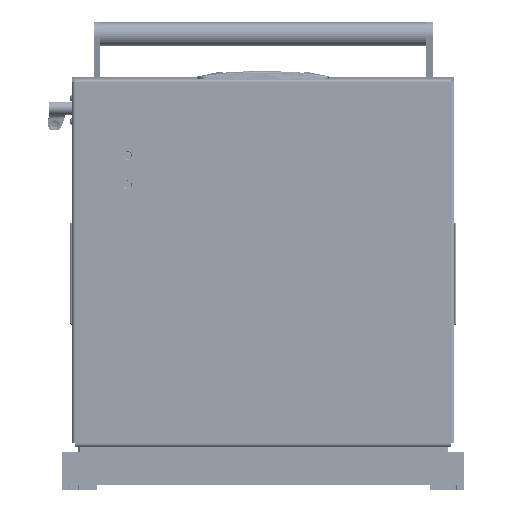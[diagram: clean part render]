
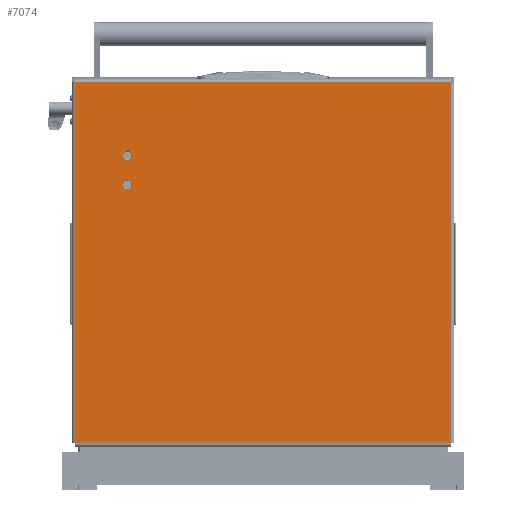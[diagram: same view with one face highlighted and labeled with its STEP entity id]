
A CAD part, front view. The second image highlights one B-rep face of the part: STEP entity #7074.
In plain terms, the highlighted face is planar.
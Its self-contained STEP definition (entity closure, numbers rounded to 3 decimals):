
#4167 = DIRECTION ( 'NONE',  ( -1., 0., 0. ) ) ;
#5729 = EDGE_CURVE ( 'NONE', #18876, #74897, #77244, .T. ) ;
#7074 = ADVANCED_FACE ( 'NONE', ( #56537, #25618, #109363 ), #26292, .T. ) ;
#13205 = CARTESIAN_POINT ( 'NONE',  ( 436., 452., 0. ) ) ;
#14087 = CARTESIAN_POINT ( 'NONE',  ( 84.8, 389., 0. ) ) ;
#14635 = CARTESIAN_POINT ( 'NONE',  ( 125., 389., 0. ) ) ;
#16010 = DIRECTION ( 'NONE',  ( -1., 0., 0. ) ) ;
#16797 = ORIENTED_EDGE ( 'NONE', *, *, #87674, .F. ) ;
#16864 = AXIS2_PLACEMENT_3D ( 'NONE', #46924, #68215, #16010 ) ;
#17037 = CARTESIAN_POINT ( 'NONE',  ( 2., 452., 0. ) ) ;
#17254 = CARTESIAN_POINT ( 'NONE',  ( 90., 389., 0. ) ) ;
#18876 = VERTEX_POINT ( 'NONE', #57629 ) ;
#21568 = CIRCLE ( 'NONE', #63208, 5.2 ) ;
#23591 = DIRECTION ( 'NONE',  ( 0., 0., -1. ) ) ;
#24564 = EDGE_CURVE ( 'NONE', #73404, #89933, #43263, .T. ) ;
#25618 = FACE_BOUND ( 'NONE', #43770, .T. ) ;
#26292 = PLANE ( 'NONE',  #16864 ) ;
#27652 = VECTOR ( 'NONE', #134736, 1000. ) ;
#28378 = EDGE_CURVE ( 'NONE', #73404, #72912, #107237, .T. ) ;
#37651 = ORIENTED_EDGE ( 'NONE', *, *, #40733, .T. ) ;
#38780 = VECTOR ( 'NONE', #4167, 1000. ) ;
#39931 = EDGE_LOOP ( 'NONE', ( #37651, #87769, #95678, #105398 ) ) ;
#40733 = EDGE_CURVE ( 'NONE', #72912, #115554, #107827, .T. ) ;
#43263 = LINE ( 'NONE', #85144, #120509 ) ;
#43770 = EDGE_LOOP ( 'NONE', ( #68021, #16797 ) ) ;
#45968 = CARTESIAN_POINT ( 'NONE',  ( 2., 0., 0. ) ) ;
#46533 = AXIS2_PLACEMENT_3D ( 'NONE', #17254, #101027, #108576 ) ;
#46924 = CARTESIAN_POINT ( 'NONE',  ( 0., 452., 0. ) ) ;
#51017 = LINE ( 'NONE', #51687, #27652 ) ;
#51687 = CARTESIAN_POINT ( 'NONE',  ( 2., 0., 0. ) ) ;
#55097 = DIRECTION ( 'NONE',  ( 0., -1., 0. ) ) ;
#55200 = DIRECTION ( 'NONE',  ( -1., 0., 0. ) ) ;
#56537 = FACE_BOUND ( 'NONE', #64866, .T. ) ;
#57629 = CARTESIAN_POINT ( 'NONE',  ( 95.2, 389., 0. ) ) ;
#63208 = AXIS2_PLACEMENT_3D ( 'NONE', #14635, #23591, #64800 ) ;
#64800 = DIRECTION ( 'NONE',  ( -1., 0., 0. ) ) ;
#64866 = EDGE_LOOP ( 'NONE', ( #79736, #89622 ) ) ;
#65374 = CARTESIAN_POINT ( 'NONE',  ( 436., 0., 0. ) ) ;
#68021 = ORIENTED_EDGE ( 'NONE', *, *, #87777, .F. ) ;
#68215 = DIRECTION ( 'NONE',  ( 0., 0., -1. ) ) ;
#72912 = VERTEX_POINT ( 'NONE', #65374 ) ;
#73012 = EDGE_CURVE ( 'NONE', #74897, #18876, #118858, .T. ) ;
#73404 = VERTEX_POINT ( 'NONE', #115030 ) ;
#74897 = VERTEX_POINT ( 'NONE', #14087 ) ;
#76078 = VERTEX_POINT ( 'NONE', #121041 ) ;
#77244 = CIRCLE ( 'NONE', #79509, 5.2 ) ;
#79509 = AXIS2_PLACEMENT_3D ( 'NONE', #129994, #109341, #55200 ) ;
#79736 = ORIENTED_EDGE ( 'NONE', *, *, #73012, .F. ) ;
#82071 = CARTESIAN_POINT ( 'NONE',  ( 125., 389., 0. ) ) ;
#82966 = CIRCLE ( 'NONE', #131136, 5.2 ) ;
#85144 = CARTESIAN_POINT ( 'NONE',  ( 0., 452., 0. ) ) ;
#86569 = VECTOR ( 'NONE', #55097, 1000. ) ;
#87674 = EDGE_CURVE ( 'NONE', #76078, #132305, #82966, .T. ) ;
#87769 = ORIENTED_EDGE ( 'NONE', *, *, #101828, .T. ) ;
#87777 = EDGE_CURVE ( 'NONE', #132305, #76078, #21568, .T. ) ;
#89622 = ORIENTED_EDGE ( 'NONE', *, *, #5729, .F. ) ;
#89933 = VERTEX_POINT ( 'NONE', #17037 ) ;
#94361 = DIRECTION ( 'NONE',  ( 0., 0., -1. ) ) ;
#95678 = ORIENTED_EDGE ( 'NONE', *, *, #24564, .F. ) ;
#97552 = CARTESIAN_POINT ( 'NONE',  ( 436., 0., 0. ) ) ;
#101027 = DIRECTION ( 'NONE',  ( 0., 0., -1. ) ) ;
#101828 = EDGE_CURVE ( 'NONE', #115554, #89933, #51017, .T. ) ;
#105398 = ORIENTED_EDGE ( 'NONE', *, *, #28378, .T. ) ;
#107237 = LINE ( 'NONE', #13205, #86569 ) ;
#107827 = LINE ( 'NONE', #97552, #38780 ) ;
#108576 = DIRECTION ( 'NONE',  ( -1., 0., 0. ) ) ;
#109341 = DIRECTION ( 'NONE',  ( 0., 0., -1. ) ) ;
#109363 = FACE_OUTER_BOUND ( 'NONE', #39931, .T. ) ;
#115030 = CARTESIAN_POINT ( 'NONE',  ( 436., 452., 0. ) ) ;
#115554 = VERTEX_POINT ( 'NONE', #45968 ) ;
#115613 = DIRECTION ( 'NONE',  ( -1., 0., 0. ) ) ;
#118858 = CIRCLE ( 'NONE', #46533, 5.2 ) ;
#120509 = VECTOR ( 'NONE', #127698, 1000. ) ;
#121041 = CARTESIAN_POINT ( 'NONE',  ( 130.2, 389., 0. ) ) ;
#126888 = CARTESIAN_POINT ( 'NONE',  ( 119.8, 389., 0. ) ) ;
#127698 = DIRECTION ( 'NONE',  ( -1., 0., 0. ) ) ;
#129994 = CARTESIAN_POINT ( 'NONE',  ( 90., 389., 0. ) ) ;
#131136 = AXIS2_PLACEMENT_3D ( 'NONE', #82071, #94361, #115613 ) ;
#132305 = VERTEX_POINT ( 'NONE', #126888 ) ;
#134736 = DIRECTION ( 'NONE',  ( 0., 1., 0. ) ) ;
